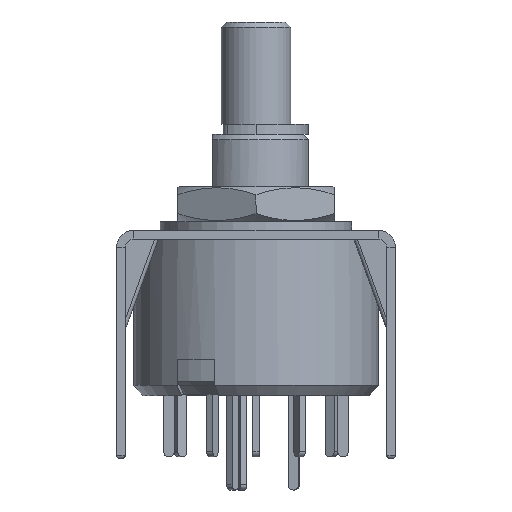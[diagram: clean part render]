
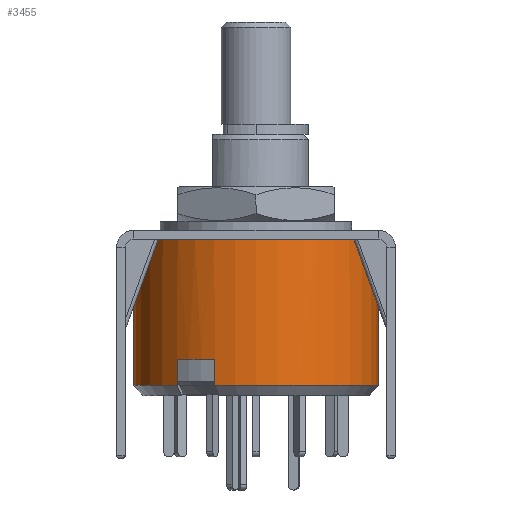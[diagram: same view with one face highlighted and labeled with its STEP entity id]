
A CAD part, front view. The second image highlights one B-rep face of the part: STEP entity #3455.
In plain terms, the highlighted cylindrical face has radius 7 mm (diameter 14 mm), a partial arc.
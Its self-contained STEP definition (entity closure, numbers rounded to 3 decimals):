
#423 = DIRECTION ( 'NONE',  ( 0., 0., -1. ) ) ;
#885 = VECTOR ( 'NONE', #16418, 1000. ) ;
#900 = CARTESIAN_POINT ( 'NONE',  ( 0., 0., -5.9 ) ) ;
#1028 = CIRCLE ( 'NONE', #17754, 7. ) ;
#1065 = EDGE_CURVE ( 'NONE', #6359, #13363, #4093, .T. ) ;
#1503 = LINE ( 'NONE', #16454, #12324 ) ;
#1732 = CARTESIAN_POINT ( 'NONE',  ( -4.526, -5.34, -7.4 ) ) ;
#1835 = VERTEX_POINT ( 'NONE', #8493 ) ;
#2081 = EDGE_CURVE ( 'NONE', #11962, #15282, #2692, .T. ) ;
#2169 = DIRECTION ( 'NONE',  ( 1., 0., 0. ) ) ;
#2618 = DIRECTION ( 'NONE',  ( 0., 0., -1. ) ) ;
#2692 = LINE ( 'NONE', #9347, #885 ) ;
#2774 = AXIS2_PLACEMENT_3D ( 'NONE', #900, #6748, #15309 ) ;
#3130 = CIRCLE ( 'NONE', #2774, 7. ) ;
#3455 = ADVANCED_FACE ( 'NONE', ( #4231 ), #18223, .T. ) ;
#3552 = CARTESIAN_POINT ( 'NONE',  ( 7., 0., -7.4 ) ) ;
#3615 = DIRECTION ( 'NONE',  ( 0., 0., -1. ) ) ;
#3945 = CARTESIAN_POINT ( 'NONE',  ( 0., 0., 9. ) ) ;
#4005 = DIRECTION ( 'NONE',  ( -1., 0., 0. ) ) ;
#4093 = CIRCLE ( 'NONE', #14992, 7. ) ;
#4116 = CARTESIAN_POINT ( 'NONE',  ( -7., 0., 0.95 ) ) ;
#4231 = FACE_OUTER_BOUND ( 'NONE', #5974, .T. ) ;
#4761 = CARTESIAN_POINT ( 'NONE',  ( -4.526, -5.34, -5.9 ) ) ;
#4856 = EDGE_CURVE ( 'NONE', #11041, #1835, #15951, .T. ) ;
#4939 = CARTESIAN_POINT ( 'NONE',  ( -2.361, -6.59, -7.4 ) ) ;
#5846 = ORIENTED_EDGE ( 'NONE', *, *, #17347, .T. ) ;
#5889 = VERTEX_POINT ( 'NONE', #4761 ) ;
#5974 = EDGE_LOOP ( 'NONE', ( #6016, #6008, #10302, #9116, #16603, #5846, #16025, #8059 ) ) ;
#6008 = ORIENTED_EDGE ( 'NONE', *, *, #1065, .T. ) ;
#6016 = ORIENTED_EDGE ( 'NONE', *, *, #8571, .F. ) ;
#6359 = VERTEX_POINT ( 'NONE', #17223 ) ;
#6401 = LINE ( 'NONE', #17630, #16072 ) ;
#6748 = DIRECTION ( 'NONE',  ( 0., 0., 1. ) ) ;
#6952 = CARTESIAN_POINT ( 'NONE',  ( 7., 0., 9. ) ) ;
#7662 = DIRECTION ( 'NONE',  ( 1., 0., 0. ) ) ;
#8059 = ORIENTED_EDGE ( 'NONE', *, *, #8294, .F. ) ;
#8279 = DIRECTION ( 'NONE',  ( 0., 0., -1. ) ) ;
#8294 = EDGE_CURVE ( 'NONE', #16500, #15282, #1028, .T. ) ;
#8493 = CARTESIAN_POINT ( 'NONE',  ( -7., 0., -7.4 ) ) ;
#8571 = EDGE_CURVE ( 'NONE', #6359, #16500, #16780, .T. ) ;
#8791 = DIRECTION ( 'NONE',  ( -1., 0., 0. ) ) ;
#9116 = ORIENTED_EDGE ( 'NONE', *, *, #4856, .F. ) ;
#9347 = CARTESIAN_POINT ( 'NONE',  ( -2.361, -6.59, 9. ) ) ;
#9909 = CARTESIAN_POINT ( 'NONE',  ( -2.361, -6.59, -5.9 ) ) ;
#10212 = AXIS2_PLACEMENT_3D ( 'NONE', #3945, #2618, #4005 ) ;
#10302 = ORIENTED_EDGE ( 'NONE', *, *, #12782, .T. ) ;
#10424 = CARTESIAN_POINT ( 'NONE',  ( 0., 0., -7.4 ) ) ;
#11041 = VERTEX_POINT ( 'NONE', #1732 ) ;
#11054 = AXIS2_PLACEMENT_3D ( 'NONE', #17860, #3615, #2169 ) ;
#11618 = DIRECTION ( 'NONE',  ( 0., 0., -1. ) ) ;
#11962 = VERTEX_POINT ( 'NONE', #9909 ) ;
#12324 = VECTOR ( 'NONE', #13623, 1000. ) ;
#12782 = EDGE_CURVE ( 'NONE', #13363, #1835, #6401, .T. ) ;
#13069 = CARTESIAN_POINT ( 'NONE',  ( 0., 0., 0.95 ) ) ;
#13335 = DIRECTION ( 'NONE',  ( 0., 0., -1. ) ) ;
#13363 = VERTEX_POINT ( 'NONE', #4116 ) ;
#13623 = DIRECTION ( 'NONE',  ( 0., 0., 1. ) ) ;
#14992 = AXIS2_PLACEMENT_3D ( 'NONE', #13069, #11618, #8791 ) ;
#15282 = VERTEX_POINT ( 'NONE', #4939 ) ;
#15309 = DIRECTION ( 'NONE',  ( -1., 0., 0. ) ) ;
#15951 = CIRCLE ( 'NONE', #11054, 7. ) ;
#16025 = ORIENTED_EDGE ( 'NONE', *, *, #2081, .T. ) ;
#16072 = VECTOR ( 'NONE', #13335, 1000. ) ;
#16418 = DIRECTION ( 'NONE',  ( 0., 0., -1. ) ) ;
#16454 = CARTESIAN_POINT ( 'NONE',  ( -4.526, -5.34, 9. ) ) ;
#16500 = VERTEX_POINT ( 'NONE', #3552 ) ;
#16603 = ORIENTED_EDGE ( 'NONE', *, *, #18403, .T. ) ;
#16780 = LINE ( 'NONE', #6952, #18612 ) ;
#17223 = CARTESIAN_POINT ( 'NONE',  ( 7., 0., 0.95 ) ) ;
#17347 = EDGE_CURVE ( 'NONE', #5889, #11962, #3130, .T. ) ;
#17630 = CARTESIAN_POINT ( 'NONE',  ( -7., 0., 9. ) ) ;
#17754 = AXIS2_PLACEMENT_3D ( 'NONE', #10424, #423, #7662 ) ;
#17860 = CARTESIAN_POINT ( 'NONE',  ( 0., 0., -7.4 ) ) ;
#18223 = CYLINDRICAL_SURFACE ( 'NONE', #10212, 7. ) ;
#18403 = EDGE_CURVE ( 'NONE', #11041, #5889, #1503, .T. ) ;
#18612 = VECTOR ( 'NONE', #8279, 1000. ) ;
